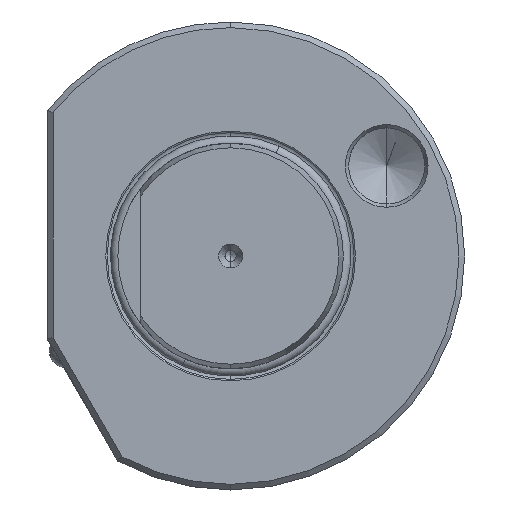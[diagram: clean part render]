
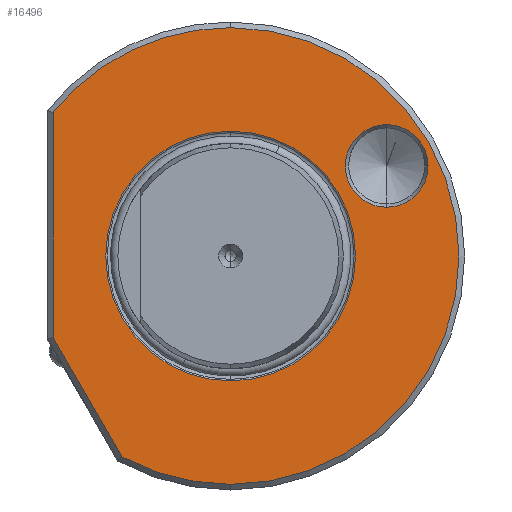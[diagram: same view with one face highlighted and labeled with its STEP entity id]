
A CAD part, left-side view. The second image highlights one B-rep face of the part: STEP entity #16496.
In plain terms, the highlighted planar face has unit normal (-1, 0, 0).
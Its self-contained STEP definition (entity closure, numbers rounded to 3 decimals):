
#460 = VERTEX_POINT ( 'NONE', #27278 ) ;
#486 = VERTEX_POINT ( 'NONE', #27294 ) ;
#579 = ORIENTED_EDGE ( 'NONE', *, *, #21342, .T. ) ;
#586 = ORIENTED_EDGE ( 'NONE', *, *, #21952, .T. ) ;
#599 = ORIENTED_EDGE ( 'NONE', *, *, #21969, .T. ) ;
#604 = ORIENTED_EDGE ( 'NONE', *, *, #21587, .F. ) ;
#608 = ORIENTED_EDGE ( 'NONE', *, *, #21976, .T. ) ;
#612 = ORIENTED_EDGE ( 'NONE', *, *, #22205, .F. ) ;
#618 = ORIENTED_EDGE ( 'NONE', *, *, #21454, .T. ) ;
#622 = ORIENTED_EDGE ( 'NONE', *, *, #21531, .F. ) ;
#630 = ORIENTED_EDGE ( 'NONE', *, *, #22034, .T. ) ;
#3369 = FACE_OUTER_BOUND ( 'NONE', #33630, .T. ) ;
#3385 = FACE_BOUND ( 'NONE', #33651, .T. ) ;
#3386 = FACE_BOUND ( 'NONE', #33686, .T. ) ;
#3971 = CARTESIAN_POINT ( 'NONE',  ( 2., 0., -40.5 ) ) ;
#4001 = CARTESIAN_POINT ( 'NONE',  ( 2., 0., 40.5 ) ) ;
#4006 = CARTESIAN_POINT ( 'NONE',  ( 2., 19.271, -35.621 ) ) ;
#4008 = CARTESIAN_POINT ( 'NONE',  ( 2., 31.5, 25.456 ) ) ;
#8231 = PLANE ( 'NONE',  #21147 ) ;
#8247 = CARTESIAN_POINT ( 'NONE',  ( 2., 40.5, 0. ) ) ;
#8263 = DIRECTION ( 'NONE',  ( 0., 0., -1. ) ) ;
#8264 = DIRECTION ( 'NONE',  ( 1., 0., 0. ) ) ;
#9854 = LINE ( 'NONE', #15685, #9857 ) ;
#9857 = VECTOR ( 'NONE', #15632, 1000. ) ;
#9858 = VECTOR ( 'NONE', #22727, 1000. ) ;
#9873 = CIRCLE ( 'NONE', #24297, 22.15 ) ;
#9884 = LINE ( 'NONE', #22660, #9858 ) ;
#9926 = CIRCLE ( 'NONE', #24317, 7.327 ) ;
#9986 = CIRCLE ( 'NONE', #24314, 40.5 ) ;
#10620 = CIRCLE ( 'NONE', #24240, 7.327 ) ;
#10672 = CIRCLE ( 'NONE', #24244, 22.15 ) ;
#10756 = CIRCLE ( 'NONE', #24250, 40.5 ) ;
#10785 = CIRCLE ( 'NONE', #24252, 40.5 ) ;
#15198 = DIRECTION ( 'NONE',  ( 0., 0., -1. ) ) ;
#15204 = DIRECTION ( 'NONE',  ( 1., 0., 0. ) ) ;
#15218 = CARTESIAN_POINT ( 'NONE',  ( 2., 0., 0. ) ) ;
#15632 = DIRECTION ( 'NONE',  ( 0., -0.5, -0.866 ) ) ;
#15685 = CARTESIAN_POINT ( 'NONE',  ( 2., 40.003, 0.287 ) ) ;
#15698 = DIRECTION ( 'NONE',  ( 1., 0., 0. ) ) ;
#15699 = DIRECTION ( 'NONE',  ( 0., 0., -1. ) ) ;
#15716 = CARTESIAN_POINT ( 'NONE',  ( 2., 0., 0. ) ) ;
#15876 = DIRECTION ( 'NONE',  ( 0., 0., -1. ) ) ;
#15884 = CARTESIAN_POINT ( 'NONE',  ( 2., -27.68, 15.97 ) ) ;
#15885 = DIRECTION ( 'NONE',  ( 1., 0., 0. ) ) ;
#16496 = ADVANCED_FACE ( 'NONE', ( #3385, #3386, #3369 ), #8231, .F. ) ;
#18192 = VERTEX_POINT ( 'NONE', #3971 ) ;
#18211 = VERTEX_POINT ( 'NONE', #4008 ) ;
#18214 = VERTEX_POINT ( 'NONE', #4006 ) ;
#18232 = VERTEX_POINT ( 'NONE', #4001 ) ;
#19228 = CARTESIAN_POINT ( 'NONE',  ( 2., -27.68, 15.97 ) ) ;
#19247 = DIRECTION ( 'NONE',  ( 0., 0., -1. ) ) ;
#19264 = DIRECTION ( 'NONE',  ( 1., 0., 0. ) ) ;
#19578 = CARTESIAN_POINT ( 'NONE',  ( 2., 0., 0. ) ) ;
#19593 = DIRECTION ( 'NONE',  ( 1., 0., 0. ) ) ;
#19597 = DIRECTION ( 'NONE',  ( 0., 0., -1. ) ) ;
#19720 = CARTESIAN_POINT ( 'NONE',  ( 2., 0., 0. ) ) ;
#19721 = DIRECTION ( 'NONE',  ( 1., 0., 0. ) ) ;
#19726 = DIRECTION ( 'NONE',  ( 0., 0., -1. ) ) ;
#19855 = CARTESIAN_POINT ( 'NONE',  ( 2., 0., 0. ) ) ;
#19868 = DIRECTION ( 'NONE',  ( 1., 0., 0. ) ) ;
#19871 = DIRECTION ( 'NONE',  ( 0., 0., -1. ) ) ;
#21147 = AXIS2_PLACEMENT_3D ( 'NONE', #8247, #8264, #8263 ) ;
#21342 = EDGE_CURVE ( 'NONE', #486, #460, #10620, .T. ) ;
#21454 = EDGE_CURVE ( 'NONE', #35194, #35149, #10672, .T. ) ;
#21531 = EDGE_CURVE ( 'NONE', #18211, #18232, #10756, .T. ) ;
#21587 = EDGE_CURVE ( 'NONE', #18232, #18192, #10785, .T. ) ;
#21952 = EDGE_CURVE ( 'NONE', #18211, #35169, #9884, .T. ) ;
#21969 = EDGE_CURVE ( 'NONE', #35169, #18214, #9854, .T. ) ;
#21976 = EDGE_CURVE ( 'NONE', #35149, #35194, #9873, .T. ) ;
#22034 = EDGE_CURVE ( 'NONE', #460, #486, #9926, .T. ) ;
#22205 = EDGE_CURVE ( 'NONE', #18192, #18214, #9986, .T. ) ;
#22660 = CARTESIAN_POINT ( 'NONE',  ( 2., 31.5, -24.166 ) ) ;
#22727 = DIRECTION ( 'NONE',  ( 0., 0., -1. ) ) ;
#24240 = AXIS2_PLACEMENT_3D ( 'NONE', #19228, #19264, #19247 ) ;
#24244 = AXIS2_PLACEMENT_3D ( 'NONE', #19578, #19593, #19597 ) ;
#24250 = AXIS2_PLACEMENT_3D ( 'NONE', #19720, #19721, #19726 ) ;
#24252 = AXIS2_PLACEMENT_3D ( 'NONE', #19855, #19868, #19871 ) ;
#24297 = AXIS2_PLACEMENT_3D ( 'NONE', #15716, #15698, #15699 ) ;
#24314 = AXIS2_PLACEMENT_3D ( 'NONE', #15218, #15204, #15198 ) ;
#24317 = AXIS2_PLACEMENT_3D ( 'NONE', #15884, #15885, #15876 ) ;
#27278 = CARTESIAN_POINT ( 'NONE',  ( 2., -27.68, 8.643 ) ) ;
#27294 = CARTESIAN_POINT ( 'NONE',  ( 2., -27.68, 23.297 ) ) ;
#29324 = CARTESIAN_POINT ( 'NONE',  ( 2., 0., -22.15 ) ) ;
#29334 = CARTESIAN_POINT ( 'NONE',  ( 2., 31.5, -14.44 ) ) ;
#29434 = CARTESIAN_POINT ( 'NONE',  ( 2., 0., 22.15 ) ) ;
#33630 = EDGE_LOOP ( 'NONE', ( #586, #599, #612, #604, #622 ) ) ;
#33651 = EDGE_LOOP ( 'NONE', ( #618, #608 ) ) ;
#33686 = EDGE_LOOP ( 'NONE', ( #579, #630 ) ) ;
#35149 = VERTEX_POINT ( 'NONE', #29324 ) ;
#35169 = VERTEX_POINT ( 'NONE', #29334 ) ;
#35194 = VERTEX_POINT ( 'NONE', #29434 ) ;
